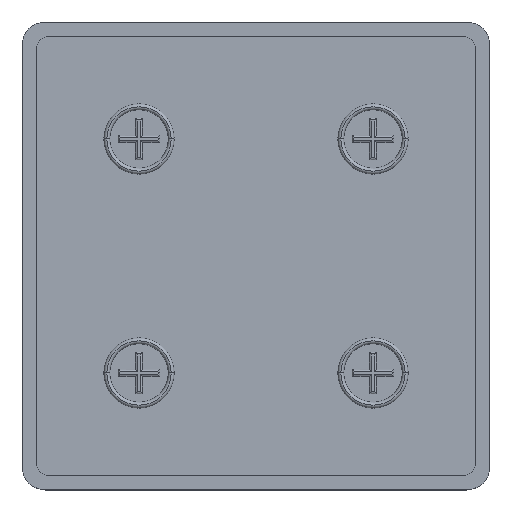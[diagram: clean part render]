
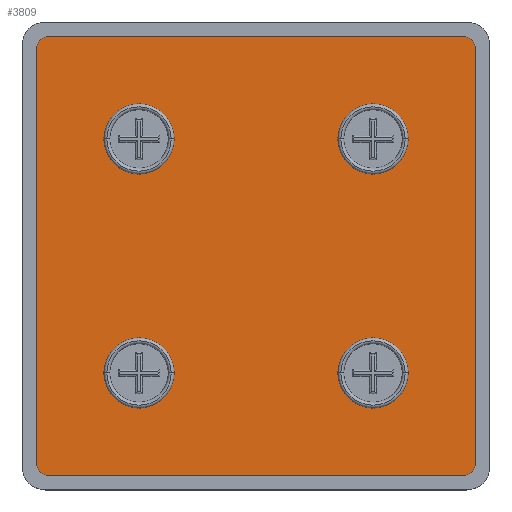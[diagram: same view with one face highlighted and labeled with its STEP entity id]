
A CAD part, top view. The second image highlights one B-rep face of the part: STEP entity #3809.
In plain terms, the highlighted planar face has unit normal (0, 0, 1).
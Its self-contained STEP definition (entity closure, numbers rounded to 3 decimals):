
#31 = CARTESIAN_POINT ( 'NONE',  ( -14., 20., 2.5 ) ) ;
#52 = CARTESIAN_POINT ( 'NONE',  ( 0., 0., 2.5 ) ) ;
#90 = VERTEX_POINT ( 'NONE', #667 ) ;
#118 = EDGE_LOOP ( 'NONE', ( #3467, #2742 ) ) ;
#127 = AXIS2_PLACEMENT_3D ( 'NONE', #1637, #4386, #2036 ) ;
#193 = CIRCLE ( 'NONE', #127, 6. ) ;
#258 = ORIENTED_EDGE ( 'NONE', *, *, #3658, .F. ) ;
#319 = VERTEX_POINT ( 'NONE', #791 ) ;
#324 = DIRECTION ( 'NONE',  ( -1., 0., 0. ) ) ;
#368 = CIRCLE ( 'NONE', #727, 2. ) ;
#423 = VERTEX_POINT ( 'NONE', #1185 ) ;
#435 = CARTESIAN_POINT ( 'NONE',  ( -37.5, 35.5, 2.5 ) ) ;
#445 = DIRECTION ( 'NONE',  ( -1., 0., 0. ) ) ;
#451 = VERTEX_POINT ( 'NONE', #592 ) ;
#509 = CIRCLE ( 'NONE', #4773, 6. ) ;
#569 = CIRCLE ( 'NONE', #2580, 2. ) ;
#592 = CARTESIAN_POINT ( 'NONE',  ( -26., 20., 2.5 ) ) ;
#594 = EDGE_LOOP ( 'NONE', ( #656, #3914, #817, #1321, #1814, #3672, #1738, #4995 ) ) ;
#611 = CARTESIAN_POINT ( 'NONE',  ( 20., -20., 2.5 ) ) ;
#614 = CIRCLE ( 'NONE', #4490, 6. ) ;
#625 = FACE_BOUND ( 'NONE', #3712, .T. ) ;
#630 = CARTESIAN_POINT ( 'NONE',  ( -37.5, 37.5, 2.5 ) ) ;
#656 = ORIENTED_EDGE ( 'NONE', *, *, #4153, .T. ) ;
#667 = CARTESIAN_POINT ( 'NONE',  ( -26., -20., 2.5 ) ) ;
#703 = DIRECTION ( 'NONE',  ( 0., 0., 1. ) ) ;
#727 = AXIS2_PLACEMENT_3D ( 'NONE', #3214, #876, #3612 ) ;
#755 = FACE_BOUND ( 'NONE', #2105, .T. ) ;
#785 = VERTEX_POINT ( 'NONE', #1902 ) ;
#791 = CARTESIAN_POINT ( 'NONE',  ( 37.5, 35.5, 2.5 ) ) ;
#793 = CARTESIAN_POINT ( 'NONE',  ( -35.5, 35.5, 2.5 ) ) ;
#817 = ORIENTED_EDGE ( 'NONE', *, *, #4140, .T. ) ;
#876 = DIRECTION ( 'NONE',  ( 0., 0., 1. ) ) ;
#886 = VERTEX_POINT ( 'NONE', #4712 ) ;
#914 = CARTESIAN_POINT ( 'NONE',  ( -37.5, -35.5, 2.5 ) ) ;
#942 = CARTESIAN_POINT ( 'NONE',  ( 37.5, -35.5, 2.5 ) ) ;
#949 = AXIS2_PLACEMENT_3D ( 'NONE', #4255, #1919, #4648 ) ;
#1010 = DIRECTION ( 'NONE',  ( -1., 0., 0. ) ) ;
#1019 = VERTEX_POINT ( 'NONE', #2256 ) ;
#1067 = DIRECTION ( 'NONE',  ( 0., 0., 1. ) ) ;
#1071 = ORIENTED_EDGE ( 'NONE', *, *, #4583, .F. ) ;
#1083 = AXIS2_PLACEMENT_3D ( 'NONE', #1506, #4240, #1905 ) ;
#1114 = LINE ( 'NONE', #2253, #2042 ) ;
#1179 = DIRECTION ( 'NONE',  ( -1., 0., 0. ) ) ;
#1185 = CARTESIAN_POINT ( 'NONE',  ( 14., 20., 2.5 ) ) ;
#1189 = DIRECTION ( 'NONE',  ( 0., 0., 1. ) ) ;
#1321 = ORIENTED_EDGE ( 'NONE', *, *, #3534, .T. ) ;
#1328 = CARTESIAN_POINT ( 'NONE',  ( 37.5, -37.5, 2.5 ) ) ;
#1506 = CARTESIAN_POINT ( 'NONE',  ( 20., 20., 2.5 ) ) ;
#1551 = DIRECTION ( 'NONE',  ( 0., 0., 1. ) ) ;
#1565 = CIRCLE ( 'NONE', #949, 6. ) ;
#1567 = VERTEX_POINT ( 'NONE', #2554 ) ;
#1614 = CARTESIAN_POINT ( 'NONE',  ( 20., 20., 2.5 ) ) ;
#1637 = CARTESIAN_POINT ( 'NONE',  ( -20., 20., 2.5 ) ) ;
#1702 = CARTESIAN_POINT ( 'NONE',  ( -14., -20., 2.5 ) ) ;
#1718 = EDGE_CURVE ( 'NONE', #319, #4146, #2273, .T. ) ;
#1738 = ORIENTED_EDGE ( 'NONE', *, *, #2103, .T. ) ;
#1810 = CIRCLE ( 'NONE', #4910, 6. ) ;
#1814 = ORIENTED_EDGE ( 'NONE', *, *, #3179, .T. ) ;
#1860 = LINE ( 'NONE', #1328, #2536 ) ;
#1864 = CARTESIAN_POINT ( 'NONE',  ( 35.5, 37.5, 2.5 ) ) ;
#1902 = CARTESIAN_POINT ( 'NONE',  ( -35.5, 37.5, 2.5 ) ) ;
#1905 = DIRECTION ( 'NONE',  ( -1., 0., 0. ) ) ;
#1919 = DIRECTION ( 'NONE',  ( 0., 0., 1. ) ) ;
#2020 = DIRECTION ( 'NONE',  ( -1., 0., 0. ) ) ;
#2036 = DIRECTION ( 'NONE',  ( -1., 0., 0. ) ) ;
#2038 = CIRCLE ( 'NONE', #1083, 6. ) ;
#2042 = VECTOR ( 'NONE', #2642, 1000. ) ;
#2103 = EDGE_CURVE ( 'NONE', #4146, #785, #4731, .T. ) ;
#2105 = EDGE_LOOP ( 'NONE', ( #1071, #3861 ) ) ;
#2109 = CARTESIAN_POINT ( 'NONE',  ( 26., -20., 2.5 ) ) ;
#2146 = AXIS2_PLACEMENT_3D ( 'NONE', #5011, #2666, #324 ) ;
#2233 = AXIS2_PLACEMENT_3D ( 'NONE', #52, #4353, #445 ) ;
#2253 = CARTESIAN_POINT ( 'NONE',  ( -37.5, -37.5, 2.5 ) ) ;
#2256 = CARTESIAN_POINT ( 'NONE',  ( 26., 20., 2.5 ) ) ;
#2273 = CIRCLE ( 'NONE', #2146, 2. ) ;
#2429 = AXIS2_PLACEMENT_3D ( 'NONE', #3404, #1067, #3793 ) ;
#2536 = VECTOR ( 'NONE', #4065, 1000. ) ;
#2554 = CARTESIAN_POINT ( 'NONE',  ( 35.5, -37.5, 2.5 ) ) ;
#2577 = DIRECTION ( 'NONE',  ( -1., 0., 0. ) ) ;
#2580 = AXIS2_PLACEMENT_3D ( 'NONE', #4621, #1551, #4287 ) ;
#2631 = VECTOR ( 'NONE', #2577, 1000. ) ;
#2642 = DIRECTION ( 'NONE',  ( 0., -1., 0. ) ) ;
#2666 = DIRECTION ( 'NONE',  ( 0., 0., 1. ) ) ;
#2687 = VERTEX_POINT ( 'NONE', #914 ) ;
#2742 = ORIENTED_EDGE ( 'NONE', *, *, #2936, .F. ) ;
#2786 = EDGE_CURVE ( 'NONE', #785, #4335, #3229, .T. ) ;
#2853 = VERTEX_POINT ( 'NONE', #31 ) ;
#2866 = VERTEX_POINT ( 'NONE', #3172 ) ;
#2936 = EDGE_CURVE ( 'NONE', #3236, #2866, #1565, .T. ) ;
#2984 = ORIENTED_EDGE ( 'NONE', *, *, #4721, .F. ) ;
#3019 = DIRECTION ( 'NONE',  ( 1., 0., 0. ) ) ;
#3043 = CARTESIAN_POINT ( 'NONE',  ( -20., -20., 2.5 ) ) ;
#3086 = CIRCLE ( 'NONE', #2429, 6. ) ;
#3172 = CARTESIAN_POINT ( 'NONE',  ( 14., -20., 2.5 ) ) ;
#3178 = VERTEX_POINT ( 'NONE', #942 ) ;
#3179 = EDGE_CURVE ( 'NONE', #3178, #319, #1860, .T. ) ;
#3204 = LINE ( 'NONE', #4578, #4112 ) ;
#3214 = CARTESIAN_POINT ( 'NONE',  ( -35.5, -35.5, 2.5 ) ) ;
#3229 = CIRCLE ( 'NONE', #3674, 2. ) ;
#3236 = VERTEX_POINT ( 'NONE', #2109 ) ;
#3308 = EDGE_CURVE ( 'NONE', #4890, #90, #3086, .T. ) ;
#3346 = DIRECTION ( 'NONE',  ( 0., 0., 1. ) ) ;
#3404 = CARTESIAN_POINT ( 'NONE',  ( -20., -20., 2.5 ) ) ;
#3433 = DIRECTION ( 'NONE',  ( -1., 0., 0. ) ) ;
#3467 = ORIENTED_EDGE ( 'NONE', *, *, #5013, .F. ) ;
#3525 = DIRECTION ( 'NONE',  ( 0., 0., 1. ) ) ;
#3528 = EDGE_LOOP ( 'NONE', ( #3607, #258 ) ) ;
#3532 = CARTESIAN_POINT ( 'NONE',  ( -20., 20., 2.5 ) ) ;
#3534 = EDGE_CURVE ( 'NONE', #1567, #3178, #569, .T. ) ;
#3542 = PLANE ( 'NONE',  #2233 ) ;
#3607 = ORIENTED_EDGE ( 'NONE', *, *, #4256, .F. ) ;
#3612 = DIRECTION ( 'NONE',  ( -1., 0., 0. ) ) ;
#3642 = FACE_OUTER_BOUND ( 'NONE', #594, .T. ) ;
#3658 = EDGE_CURVE ( 'NONE', #2853, #451, #193, .T. ) ;
#3672 = ORIENTED_EDGE ( 'NONE', *, *, #1718, .T. ) ;
#3674 = AXIS2_PLACEMENT_3D ( 'NONE', #793, #3525, #1179 ) ;
#3712 = EDGE_LOOP ( 'NONE', ( #4058, #2984 ) ) ;
#3793 = DIRECTION ( 'NONE',  ( -1., 0., 0. ) ) ;
#3809 = ADVANCED_FACE ( 'NONE', ( #755, #4666, #625, #4793, #3642 ), #3542, .F. ) ;
#3861 = ORIENTED_EDGE ( 'NONE', *, *, #3308, .F. ) ;
#3914 = ORIENTED_EDGE ( 'NONE', *, *, #4772, .T. ) ;
#3927 = DIRECTION ( 'NONE',  ( -1., 0., 0. ) ) ;
#4058 = ORIENTED_EDGE ( 'NONE', *, *, #4609, .F. ) ;
#4065 = DIRECTION ( 'NONE',  ( 0., 1., 0. ) ) ;
#4112 = VECTOR ( 'NONE', #3019, 1000. ) ;
#4140 = EDGE_CURVE ( 'NONE', #886, #1567, #3204, .T. ) ;
#4146 = VERTEX_POINT ( 'NONE', #1864 ) ;
#4153 = EDGE_CURVE ( 'NONE', #4335, #2687, #1114, .T. ) ;
#4224 = CIRCLE ( 'NONE', #4847, 6. ) ;
#4240 = DIRECTION ( 'NONE',  ( 0., 0., 1. ) ) ;
#4255 = CARTESIAN_POINT ( 'NONE',  ( 20., -20., 2.5 ) ) ;
#4256 = EDGE_CURVE ( 'NONE', #451, #2853, #509, .T. ) ;
#4287 = DIRECTION ( 'NONE',  ( -1., 0., 0. ) ) ;
#4335 = VERTEX_POINT ( 'NONE', #435 ) ;
#4353 = DIRECTION ( 'NONE',  ( 0., 0., -1. ) ) ;
#4362 = DIRECTION ( 'NONE',  ( 0., 0., 1. ) ) ;
#4386 = DIRECTION ( 'NONE',  ( 0., 0., 1. ) ) ;
#4490 = AXIS2_PLACEMENT_3D ( 'NONE', #1614, #4362, #2020 ) ;
#4578 = CARTESIAN_POINT ( 'NONE',  ( -37.5, -37.5, 2.5 ) ) ;
#4583 = EDGE_CURVE ( 'NONE', #90, #4890, #4224, .T. ) ;
#4609 = EDGE_CURVE ( 'NONE', #423, #1019, #2038, .T. ) ;
#4621 = CARTESIAN_POINT ( 'NONE',  ( 35.5, -35.5, 2.5 ) ) ;
#4648 = DIRECTION ( 'NONE',  ( -1., 0., 0. ) ) ;
#4666 = FACE_BOUND ( 'NONE', #118, .T. ) ;
#4712 = CARTESIAN_POINT ( 'NONE',  ( -35.5, -37.5, 2.5 ) ) ;
#4721 = EDGE_CURVE ( 'NONE', #1019, #423, #614, .T. ) ;
#4731 = LINE ( 'NONE', #630, #2631 ) ;
#4772 = EDGE_CURVE ( 'NONE', #2687, #886, #368, .T. ) ;
#4773 = AXIS2_PLACEMENT_3D ( 'NONE', #3532, #1189, #3927 ) ;
#4793 = FACE_BOUND ( 'NONE', #3528, .T. ) ;
#4847 = AXIS2_PLACEMENT_3D ( 'NONE', #3043, #703, #3433 ) ;
#4890 = VERTEX_POINT ( 'NONE', #1702 ) ;
#4910 = AXIS2_PLACEMENT_3D ( 'NONE', #611, #3346, #1010 ) ;
#4995 = ORIENTED_EDGE ( 'NONE', *, *, #2786, .T. ) ;
#5011 = CARTESIAN_POINT ( 'NONE',  ( 35.5, 35.5, 2.5 ) ) ;
#5013 = EDGE_CURVE ( 'NONE', #2866, #3236, #1810, .T. ) ;
